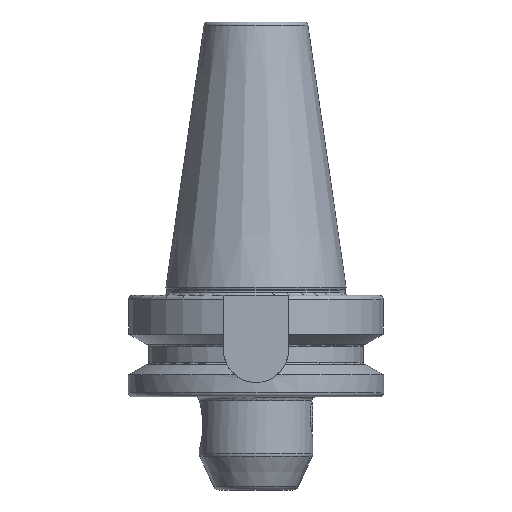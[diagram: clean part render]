
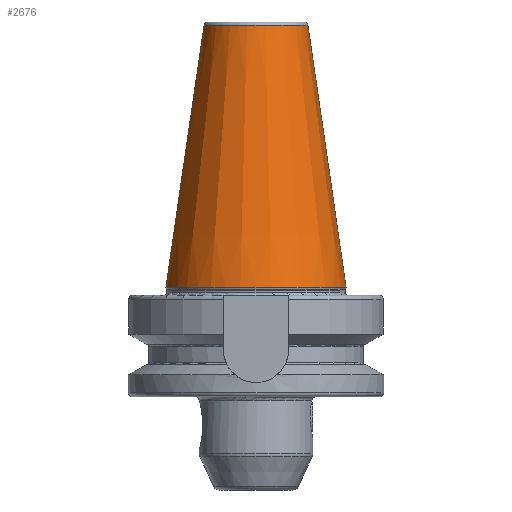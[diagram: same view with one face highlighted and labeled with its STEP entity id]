
A CAD part, left-side view. The second image highlights one B-rep face of the part: STEP entity #2676.
In plain terms, the highlighted conical face has half-angle 8.297 degrees and reference radius 17.519 mm.
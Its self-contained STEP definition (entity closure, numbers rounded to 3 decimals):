
#970=CARTESIAN_POINT('',(0,0,91.544));
#971=DIRECTION('',(0,0,1));
#972=DIRECTION('',(0,1,0));
#973=AXIS2_PLACEMENT_3D('',#970,#971,#972);
#975=DIRECTION('',(0.,0.144,0.99));
#976=VECTOR('',#975,65.227);
#977=CARTESIAN_POINT('',(0,-22.225,27));
#978=LINE('',#977,#976);
#979=CARTESIAN_POINT('',(0,0,27));
#980=DIRECTION('',(0,0,1));
#981=DIRECTION('',(0,1,0));
#982=AXIS2_PLACEMENT_3D('',#979,#980,#981);
#984=DIRECTION('',(0.,-0.144,0.99));
#985=VECTOR('',#984,65.227);
#986=CARTESIAN_POINT('',(0,22.225,27));
#987=LINE('',#986,#985);
#1397=CARTESIAN_POINT('',(0,22.225,27));
#1399=VERTEX_POINT('',#1397);
#1413=CARTESIAN_POINT('',(0,-22.225,27));
#1415=VERTEX_POINT('',#1413);
#1440=CARTESIAN_POINT('',(0,12.812,91.544));
#1441=CARTESIAN_POINT('',(0,-12.812,91.544));
#1442=VERTEX_POINT('',#1440);
#1443=VERTEX_POINT('',#1441);
#2662=CARTESIAN_POINT('',(0,0,59.272));
#2663=DIRECTION('',(0,0,-1));
#2664=DIRECTION('',(0,-1,0));
#2665=AXIS2_PLACEMENT_3D('',#2662,#2663,#2664);
#2666=CONICAL_SURFACE('',#2665,17.519,8.297);
#2668=ORIENTED_EDGE('',*,*,#2667,.T.);
#2670=ORIENTED_EDGE('',*,*,#2669,.F.);
#2671=ORIENTED_EDGE('',*,*,#2655,.F.);
#2673=ORIENTED_EDGE('',*,*,#2672,.T.);
#2674=EDGE_LOOP('',(#2668,#2670,#2671,#2673));
#2675=FACE_OUTER_BOUND('',#2674,.F.);
#2676=ADVANCED_FACE('',(#2675),#2666,.T.);
#974=CIRCLE('',#973,12.812);
#983=CIRCLE('',#982,22.225);
#2655=EDGE_CURVE('',#1399,#1415,#983,.T.);
#2667=EDGE_CURVE('',#1442,#1443,#974,.T.);
#2669=EDGE_CURVE('',#1415,#1443,#978,.T.);
#2672=EDGE_CURVE('',#1399,#1442,#987,.T.);
